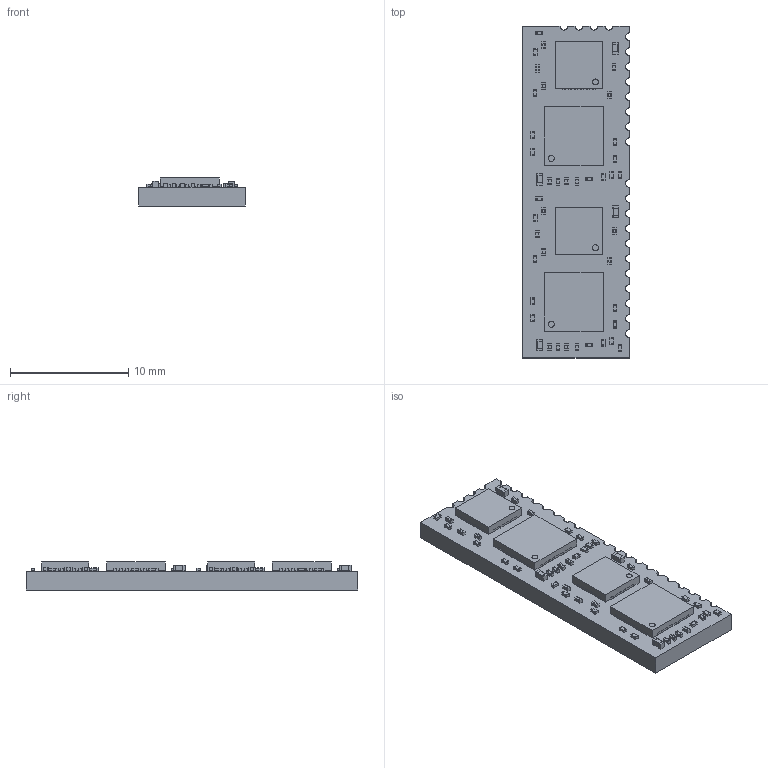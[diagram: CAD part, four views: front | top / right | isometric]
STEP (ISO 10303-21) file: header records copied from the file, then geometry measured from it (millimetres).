
FILE_DESCRIPTION(('FreeCAD Model'),'2;1');
FILE_NAME('Open CASCADE Shape Model','2025-11-13T01:59:09',(''),(''), 'Open CASCADE STEP processor 7.9','FreeCAD','Unknown');
FILE_SCHEMA(('AUTOMOTIVE_DESIGN { 1 0 10303 214 1 1 1 1 }'));
Length unit declared in the file: millimetre
Products named in the file (10): logic_board; Board_Geoms_7dd1; Pcb_7dd1; Step_Models_7dd1; Top_7dd1; R5_R_0201_0603Metric_fb9afff6527c; U3_QFN-32-1EP_5x5mm_Pitch0.5mm_a1086153c562; C23_C_0201_0603Metric_5a5157595c69; C4_C_0402_1005Metric_eb0286e01f0b; U2_QFN-24-1EP_4x4mm_Pitch0.5mm_a600a1f0b4fe[2]
Assembly tree (52 placements, depth 4):
  logic_board
    Board_Geoms_7dd1
      Pcb_7dd1
    Step_Models_7dd1
      Top_7dd1
        R5_R_0201_0603Metric_fb9afff6527c  x22
        U3_QFN-32-1EP_5x5mm_Pitch0.5mm_a1086153c562  x2
        C23_C_0201_0603Metric_5a5157595c69  x18
        C4_C_0402_1005Metric_eb0286e01f0b  x4
        U2_QFN-24-1EP_4x4mm_Pitch0.5mm_a600a1f0b4fe[2]  x2
Bounding box: 9.04 x 28.07 x 2.37 mm (x, y, z)
Volume: 463.6 mm3; surface area: 905.4 mm2
Topology: 49 solids, 49 shells, 1982 faces, 5408 edges, 3576 vertices
Faces by surface type: plane 1389, cylinder 593
Full cylindrical faces by diameter (mm): 0.2 x10, 0.5 x4
Entity records: 41082 total; most frequent: CARTESIAN_POINT 7281, DIRECTION 5580, LINE 3908, VECTOR 3908, ORIENTED_EDGE 2944, PCURVE 2944, DEFINITIONAL_REPRESENTATION 2944, EDGE_CURVE 1472
